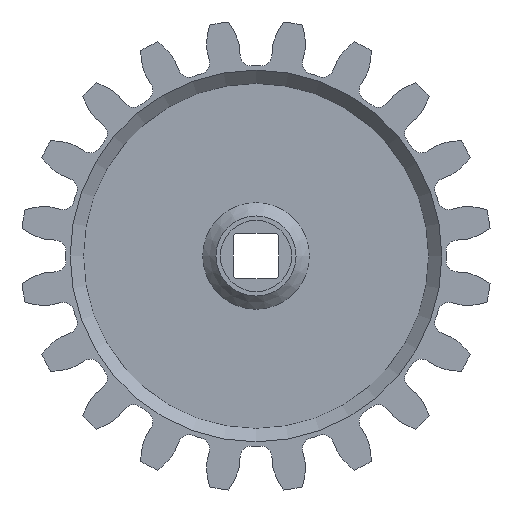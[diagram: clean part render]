
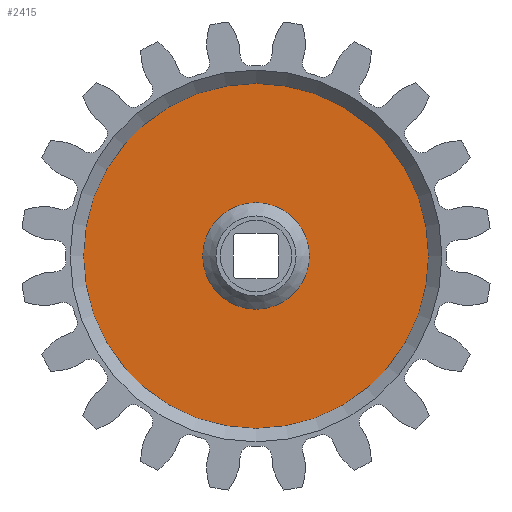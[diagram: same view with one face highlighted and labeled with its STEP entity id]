
A CAD part, front view. The second image highlights one B-rep face of the part: STEP entity #2415.
In plain terms, the highlighted planar face has unit normal (0, -1, 0).
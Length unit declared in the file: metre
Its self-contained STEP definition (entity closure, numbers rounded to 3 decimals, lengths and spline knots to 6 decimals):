
#228=FACE_BOUND('',#380,.T.);
#233=PLANE('',#2569);
#243=FACE_OUTER_BOUND('',#379,.T.);
#379=EDGE_LOOP('',(#1630));
#380=EDGE_LOOP('',(#1631));
#798=CIRCLE('',#2568,0.007684);
#799=CIRCLE('',#2570,0.024929);
#972=VERTEX_POINT('',#3533);
#973=VERTEX_POINT('',#3537);
#1235=EDGE_CURVE('',#972,#972,#798,.T.);
#1236=EDGE_CURVE('',#973,#973,#799,.T.);
#1630=ORIENTED_EDGE('',*,*,#1236,.F.);
#1631=ORIENTED_EDGE('',*,*,#1235,.F.);
#2415=ADVANCED_FACE('',(#243,#228),#233,.T.);
#2568=AXIS2_PLACEMENT_3D('',#3535,#2849,#2850);
#2569=AXIS2_PLACEMENT_3D('',#3536,#2851,#2852);
#2570=AXIS2_PLACEMENT_3D('',#3538,#2853,#2854);
#2849=DIRECTION('center_axis',(0.,-1.,0.));
#2850=DIRECTION('ref_axis',(1.,0.,0.));
#2851=DIRECTION('center_axis',(0.,-1.,0.));
#2852=DIRECTION('ref_axis',(1.,0.,0.));
#2853=DIRECTION('center_axis',(0.,1.,0.));
#2854=DIRECTION('ref_axis',(1.,0.,0.));
#3533=CARTESIAN_POINT('',(-0.007684,-0.002858,0.));
#3535=CARTESIAN_POINT('Origin',(0.,-0.002858,0.));
#3536=CARTESIAN_POINT('Origin',(0.,-0.002858,0.));
#3537=CARTESIAN_POINT('',(-0.024929,-0.002858,0.));
#3538=CARTESIAN_POINT('Origin',(0.,-0.002858,0.));
